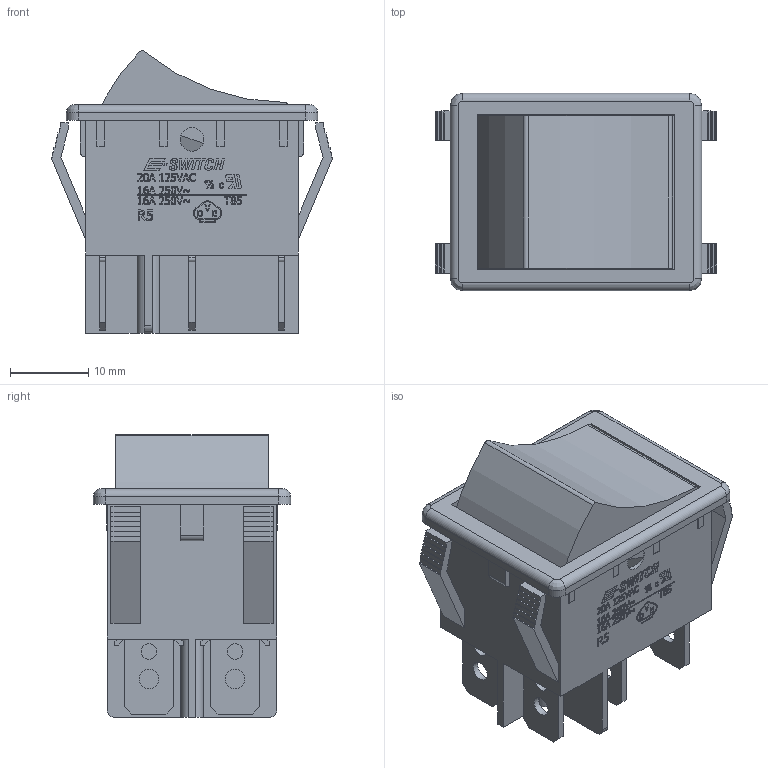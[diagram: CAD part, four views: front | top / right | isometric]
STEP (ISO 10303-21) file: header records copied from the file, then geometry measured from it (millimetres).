
FILE_DESCRIPTION((' '),'2;1');
FILE_NAME('R5CxxxxxxEF0.stp','2017-07-20T16:13:31',(' '),(' '),' ','ACIS',' ');
FILE_SCHEMA(('CONFIG_CONTROL_DESIGN'));
Length unit declared in the file: inch
Products named in the file (1): R5CxxxxxxEF0.stp
Bounding box: 36 x 25.2 x 36.1 mm (x, y, z)
Volume: 4925.3 mm3; surface area: 10309.4 mm2
Topology: 1 solids, 1 shells, 1249 faces, 3411 edges, 2256 vertices
Faces by surface type: plane 774, bspline 395, cylinder 78, cone 2
Full cylindrical faces by diameter (mm): 2 x6, 2.5 x6, 3 x4
Entity records: 41386 total; most frequent: CARTESIAN_POINT 12240, ORIENTED_EDGE 6782, DIRECTION 4495, EDGE_CURVE 3391, VECTOR 2429, LINE 2429, VERTEX_POINT 2252, EDGE_LOOP 1385
